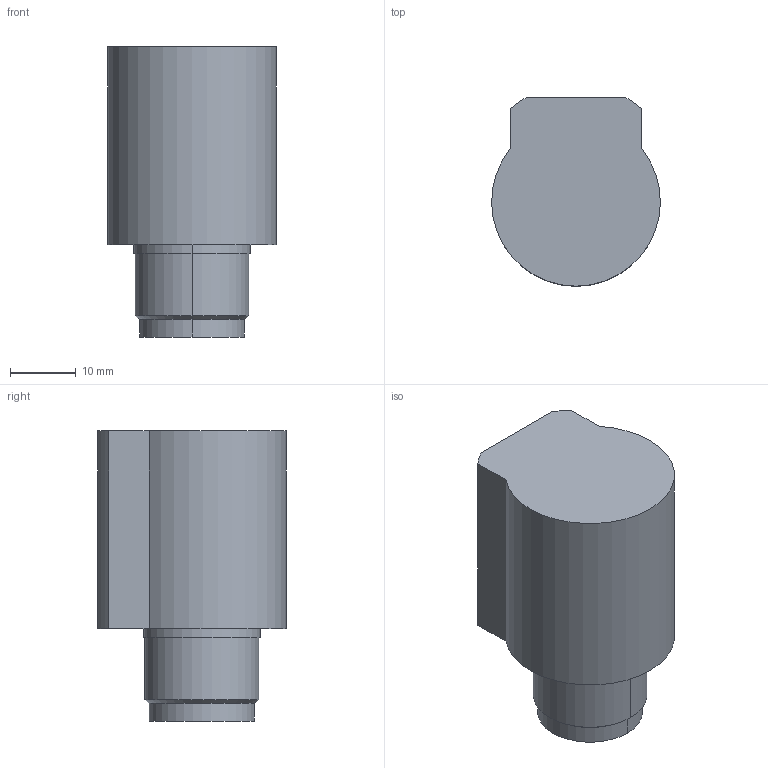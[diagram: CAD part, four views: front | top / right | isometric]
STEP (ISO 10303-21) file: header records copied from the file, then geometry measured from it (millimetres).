
FILE_DESCRIPTION((''),'2;1');
FILE_NAME('UTL110','2012-09-14T',('mragaine'),('SOURIAU'),'PRO/ENGINEER BY PARAMETRIC TECHNOLOGY CORPORATION, 2010140','PRO/ENGINEER BY PARAMETRIC TECHNOLOGY CORPORATION, 2010140','');
FILE_SCHEMA(('CONFIG_CONTROL_DESIGN'));
Length unit declared in the file: millimetre
Products named in the file (1): UTL110
Bounding box: 25.6 x 28.6 x 44.04 mm (x, y, z)
Volume: 21184.8 mm3; surface area: 4661.7 mm2
Topology: 1 solids, 1 shells, 166 faces, 449 edges, 298 vertices
Faces by surface type: extrusion 93, plane 62, cylinder 9, cone 2
Entity records: 5800 total; most frequent: CARTESIAN_POINT 1928, ORIENTED_EDGE 898, DIRECTION 520, EDGE_CURVE 449, VECTOR 338, VERTEX_POINT 298, B_SPLINE_CURVE_WITH_KNOTS 279, LINE 245
